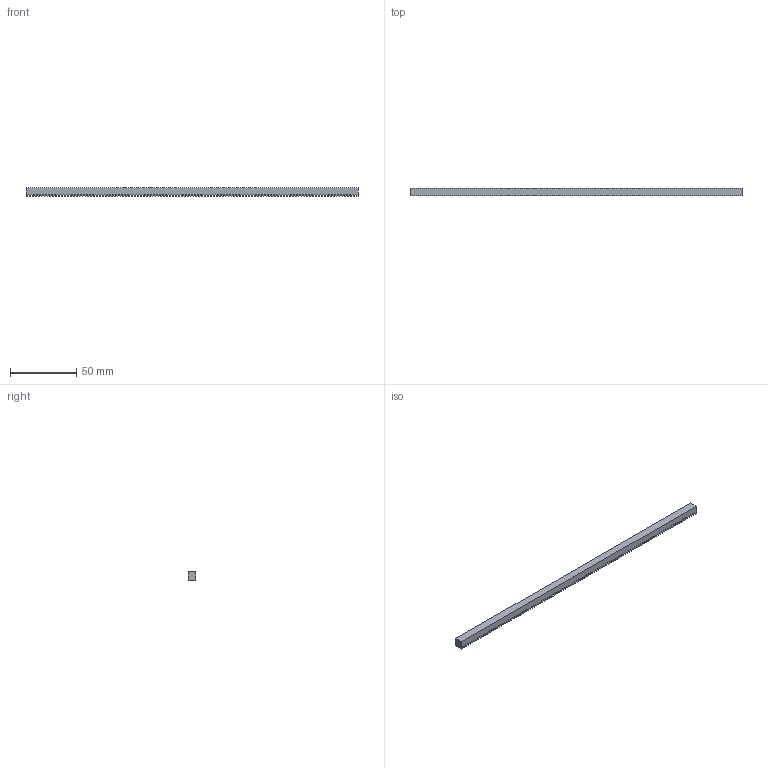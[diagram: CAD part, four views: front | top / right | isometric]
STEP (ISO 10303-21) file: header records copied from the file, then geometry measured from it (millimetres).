
FILE_DESCRIPTION(('STEP AP214'),'1');
FILE_NAME('149-007-602.stp','2017-10-09T08:01:45',('TraceParts'),('TraceParts S.A.'),'Spatial InterOp 3D',' ',' ');
FILE_SCHEMA(('automotive_design'));
Length unit declared in the file: millimetre
Products named in the file (1): 149-007-602
Bounding box: 250 x 6 x 6.7 mm (x, y, z)
Volume: 8943.9 mm3; surface area: 7557.1 mm2
Topology: 1 solids, 1 shells, 458 faces, 1368 edges, 912 vertices
Faces by surface type: plane 458
Entity records: 18761 total; most frequent: CARTESIAN_POINT 2739, ORIENTED_EDGE 2736, DIRECTION 2286, EDGE_CURVE 1368, LINE 1368, VECTOR 1368, VERTEX_POINT 912, STYLED_ITEM 459
